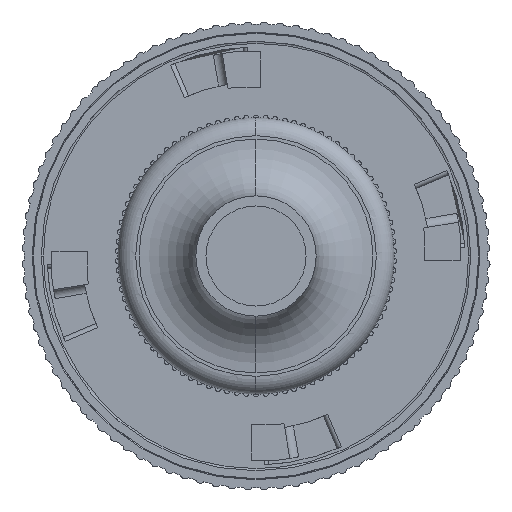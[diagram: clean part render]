
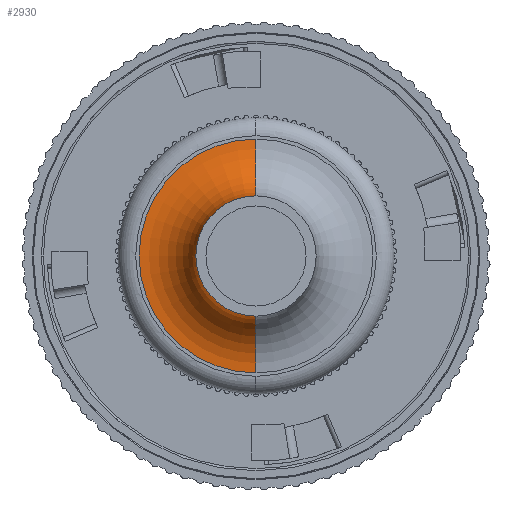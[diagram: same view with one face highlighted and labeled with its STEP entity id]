
A CAD part, front view. The second image highlights one B-rep face of the part: STEP entity #2930.
In plain terms, the highlighted toroidal (fillet/blend) face has major radius 26.24 mm and minor radius 12.74 mm.
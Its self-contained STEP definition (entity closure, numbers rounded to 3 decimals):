
#698 = AXIS2_PLACEMENT_3D ( 'NONE', #21175, #11933, #6423 ) ;
#1202 = TOROIDAL_SURFACE ( 'NONE', #13014, 26.24, 12.74 ) ;
#1567 = VERTEX_POINT ( 'NONE', #10435 ) ;
#1990 = VERTEX_POINT ( 'NONE', #8946 ) ;
#2609 = EDGE_CURVE ( 'NONE', #19105, #1990, #17756, .T. ) ;
#2930 = ADVANCED_FACE ( 'NONE', ( #10205 ), #1202, .F. ) ;
#3526 = CARTESIAN_POINT ( 'NONE',  ( 0., -22.5, -26.24 ) ) ;
#3769 = DIRECTION ( 'NONE',  ( 0., 1., 0. ) ) ;
#4329 = DIRECTION ( 'NONE',  ( 0., 1., 0. ) ) ;
#4562 = VERTEX_POINT ( 'NONE', #14248 ) ;
#4629 = CIRCLE ( 'NONE', #13077, 12.74 ) ;
#4729 = DIRECTION ( 'NONE',  ( 0., 1., 0. ) ) ;
#5094 = EDGE_CURVE ( 'NONE', #4562, #1567, #9844, .T. ) ;
#5539 = DIRECTION ( 'NONE',  ( 0., 0., 1. ) ) ;
#6423 = DIRECTION ( 'NONE',  ( 0., 0., -1. ) ) ;
#7968 = EDGE_CURVE ( 'NONE', #19105, #4562, #16823, .T. ) ;
#8200 = DIRECTION ( 'NONE',  ( 0., 0., 1. ) ) ;
#8946 = CARTESIAN_POINT ( 'NONE',  ( 0., -22.5, 26.24 ) ) ;
#9111 = AXIS2_PLACEMENT_3D ( 'NONE', #24002, #3769, #5539 ) ;
#9844 = CIRCLE ( 'NONE', #15091, 13.5 ) ;
#10205 = FACE_OUTER_BOUND ( 'NONE', #22752, .T. ) ;
#10435 = CARTESIAN_POINT ( 'NONE',  ( 0., -35.24, 13.5 ) ) ;
#11933 = DIRECTION ( 'NONE',  ( 1., 0., 0. ) ) ;
#12427 = ORIENTED_EDGE ( 'NONE', *, *, #2609, .F. ) ;
#13014 = AXIS2_PLACEMENT_3D ( 'NONE', #15415, #4329, #18908 ) ;
#13077 = AXIS2_PLACEMENT_3D ( 'NONE', #15570, #17597, #8200 ) ;
#13582 = ORIENTED_EDGE ( 'NONE', *, *, #5094, .T. ) ;
#14248 = CARTESIAN_POINT ( 'NONE',  ( 0., -35.24, -13.5 ) ) ;
#15091 = AXIS2_PLACEMENT_3D ( 'NONE', #17470, #4729, #21414 ) ;
#15415 = CARTESIAN_POINT ( 'NONE',  ( 0., -35.24, 0. ) ) ;
#15511 = ORIENTED_EDGE ( 'NONE', *, *, #20896, .F. ) ;
#15570 = CARTESIAN_POINT ( 'NONE',  ( 0., -35.24, 26.24 ) ) ;
#16163 = ORIENTED_EDGE ( 'NONE', *, *, #7968, .T. ) ;
#16823 = CIRCLE ( 'NONE', #698, 12.74 ) ;
#17470 = CARTESIAN_POINT ( 'NONE',  ( 0., -35.24, 0. ) ) ;
#17597 = DIRECTION ( 'NONE',  ( -1., 0., 0. ) ) ;
#17756 = CIRCLE ( 'NONE', #9111, 26.24 ) ;
#18908 = DIRECTION ( 'NONE',  ( 0., 0., 1. ) ) ;
#19105 = VERTEX_POINT ( 'NONE', #3526 ) ;
#20896 = EDGE_CURVE ( 'NONE', #1990, #1567, #4629, .T. ) ;
#21175 = CARTESIAN_POINT ( 'NONE',  ( 0., -35.24, -26.24 ) ) ;
#21414 = DIRECTION ( 'NONE',  ( 0., 0., 1. ) ) ;
#22752 = EDGE_LOOP ( 'NONE', ( #12427, #16163, #13582, #15511 ) ) ;
#24002 = CARTESIAN_POINT ( 'NONE',  ( 0., -22.5, 0. ) ) ;
